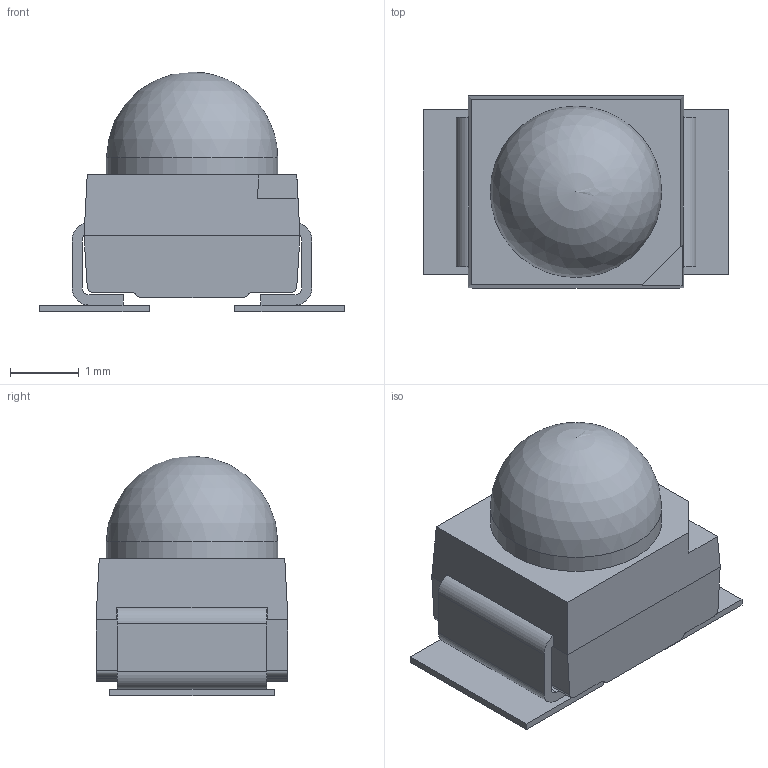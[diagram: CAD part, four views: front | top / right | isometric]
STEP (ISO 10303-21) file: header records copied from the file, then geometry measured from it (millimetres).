
FILE_DESCRIPTION(/* description */ ('Unknown'),/* implementation_level */ '2;1');
FILE_NAME(/* name */ '150141xx63120',/* time_stamp */ '2018-10-10T11:39:44+02:00',/* author */ ('Unknown'),/* organization */ ('Unknown'),/* preprocessor_version */ 'ST-DEVELOPER v16.7',/* originating_system */ 'DEX',/* authorisation */ $);
FILE_SCHEMA (('AUTOMOTIVE_DESIGN {1 0 10303 214 3 1 1}'));
Length unit declared in the file: millimetre
Products named in the file (5): 150141xx63120; Body; Pins; Dome; Pad
Assembly tree (4 placements, depth 2):
  150141xx63120
    Body
    Pins
    Dome
    Pad
Bounding box: 4.45 x 2.8 x 3.5 mm (x, y, z)
Volume: 18.3 mm3; surface area: 98.7 mm2
Topology: 6 solids, 6 shells, 127 faces, 331 edges, 215 vertices
Faces by surface type: plane 100, cylinder 21, bspline 4, cone 1, sphere 1
Full cylindrical faces by diameter (mm): 0.6 x1, 2.5 x1
Entity records: 4823 total; most frequent: CARTESIAN_POINT 796, ORIENTED_EDGE 650, DIRECTION 616, EDGE_CURVE 325, LINE 258, VECTOR 258, VERTEX_POINT 213, AXIS2_PLACEMENT_3D 179
